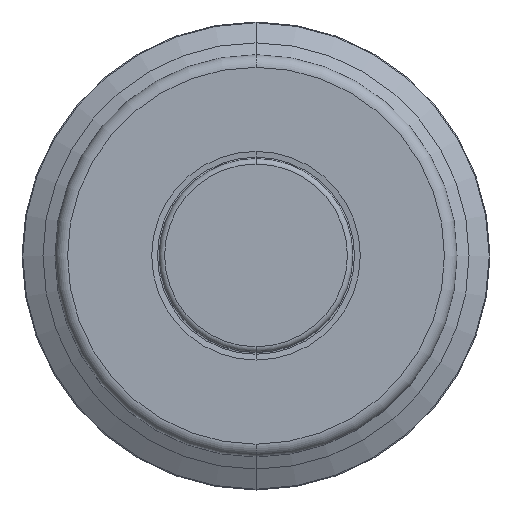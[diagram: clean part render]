
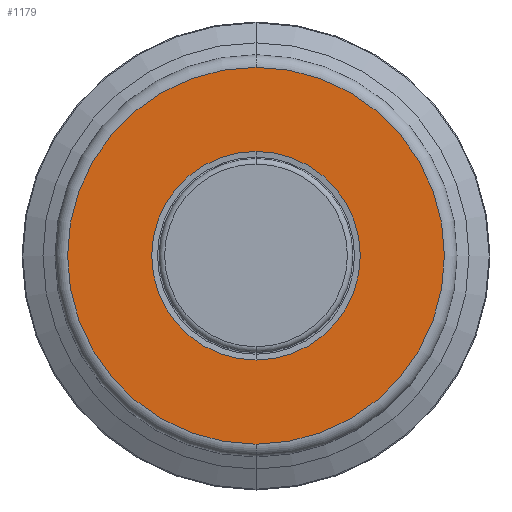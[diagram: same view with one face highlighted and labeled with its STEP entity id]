
A CAD part, top view. The second image highlights one B-rep face of the part: STEP entity #1179.
In plain terms, the highlighted face is planar.
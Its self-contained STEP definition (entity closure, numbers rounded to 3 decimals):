
#664=CARTESIAN_POINT('',(0.,0.,0.));
#665=DIRECTION('',(0.,0.,1.));
#666=DIRECTION('',(0.,-1.,0.));
#667=AXIS2_PLACEMENT_3D('',#664,#665,#666);
#672=CARTESIAN_POINT('',(0.,0.,0.));
#673=DIRECTION('',(0.,0.,1.));
#674=DIRECTION('',(0.,1.,0.));
#675=AXIS2_PLACEMENT_3D('',#672,#673,#674);
#696=CARTESIAN_POINT('',(0.,0.,0.));
#697=DIRECTION('',(0.,0.,1.));
#698=DIRECTION('',(0.,1.,0.));
#699=AXIS2_PLACEMENT_3D('',#696,#697,#698);
#704=CARTESIAN_POINT('',(0.,0.,0.));
#705=DIRECTION('',(0.,0.,1.));
#706=DIRECTION('',(0.,-1.,0.));
#707=AXIS2_PLACEMENT_3D('',#704,#705,#706);
#854=CARTESIAN_POINT('',(0.,24.765,0.));
#855=VERTEX_POINT('',#854);
#857=CARTESIAN_POINT('',(0.,44.75,0.));
#859=VERTEX_POINT('',#857);
#880=CARTESIAN_POINT('',(0.,-24.765,0.));
#881=VERTEX_POINT('',#880);
#882=CARTESIAN_POINT('',(0.,-44.75,0.));
#884=VERTEX_POINT('',#882);
#1164=CARTESIAN_POINT('',(0.,0.,0.));
#1165=DIRECTION('',(0.,0.,-1.));
#1166=DIRECTION('',(0.,-1.,0.));
#1167=AXIS2_PLACEMENT_3D('',#1164,#1165,#1166);
#1168=PLANE('',#1167);
#1170=ORIENTED_EDGE('',*,*,#1169,.T.);
#1172=ORIENTED_EDGE('',*,*,#1171,.T.);
#1173=EDGE_LOOP('',(#1170,#1172));
#1174=FACE_OUTER_BOUND('',#1173,.F.);
#1175=ORIENTED_EDGE('',*,*,#1159,.F.);
#1176=ORIENTED_EDGE('',*,*,#1143,.F.);
#1177=EDGE_LOOP('',(#1175,#1176));
#1178=FACE_BOUND('',#1177,.F.);
#1179=ADVANCED_FACE('',(#1174,#1178),#1168,.T.);
#668=CIRCLE('',#667,24.765);
#676=CIRCLE('',#675,24.765);
#700=CIRCLE('',#699,44.75);
#708=CIRCLE('',#707,44.75);
#1143=EDGE_CURVE('',#855,#881,#676,.T.);
#1159=EDGE_CURVE('',#881,#855,#668,.T.);
#1169=EDGE_CURVE('',#859,#884,#700,.T.);
#1171=EDGE_CURVE('',#884,#859,#708,.T.);
